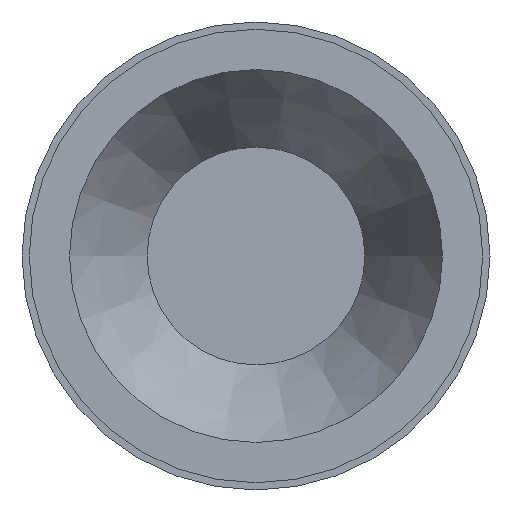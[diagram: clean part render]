
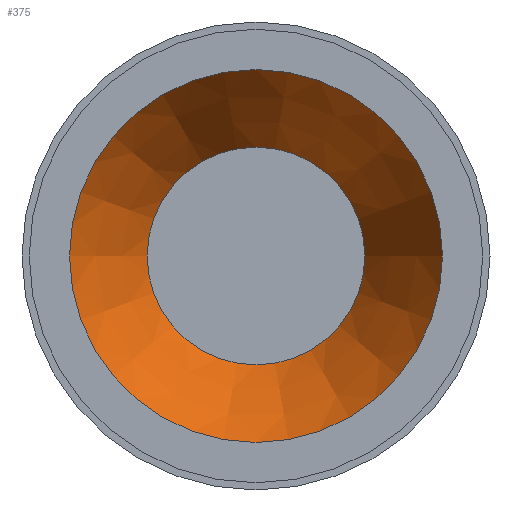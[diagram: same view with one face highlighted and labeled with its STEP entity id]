
A CAD part, left-side view. The second image highlights one B-rep face of the part: STEP entity #375.
In plain terms, the highlighted conical face has half-angle 30 degrees and reference radius 4.1 mm.
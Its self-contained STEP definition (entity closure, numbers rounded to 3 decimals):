
#289=CONICAL_SURFACE('',#617,4.1,30.);
#333=FACE_BOUND('',#424,.T.);
#334=FACE_BOUND('',#425,.T.);
#375=ADVANCED_FACE('',(#333,#334),#289,.F.);
#424=EDGE_LOOP('',(#478));
#425=EDGE_LOOP('',(#479));
#478=ORIENTED_EDGE('',*,*,#547,.T.);
#479=ORIENTED_EDGE('',*,*,#546,.F.);
#519=VERTEX_POINT('',#796);
#520=VERTEX_POINT('',#799);
#546=EDGE_CURVE('',#519,#519,#573,.T.);
#547=EDGE_CURVE('',#520,#520,#574,.T.);
#573=CIRCLE('',#614,3.);
#574=CIRCLE('',#616,5.139);
#614=AXIS2_PLACEMENT_3D('',#795,#697,#698);
#616=AXIS2_PLACEMENT_3D('',#798,#701,#702);
#617=AXIS2_PLACEMENT_3D('',#800,#703,#704);
#697=DIRECTION('',(-1.,0.,0.));
#698=DIRECTION('',(0.,0.,1.));
#701=DIRECTION('',(-1.,0.,0.));
#702=DIRECTION('',(0.,1.,0.));
#703=DIRECTION('',(-1.,0.,0.));
#704=DIRECTION('',(0.,1.,0.));
#795=CARTESIAN_POINT('',(3.705,0.,0.));
#796=CARTESIAN_POINT('',(3.705,0.,3.));
#798=CARTESIAN_POINT('',(0.,0.,0.));
#799=CARTESIAN_POINT('',(0.,5.139,0.));
#800=CARTESIAN_POINT('',(1.8,0.,0.));
